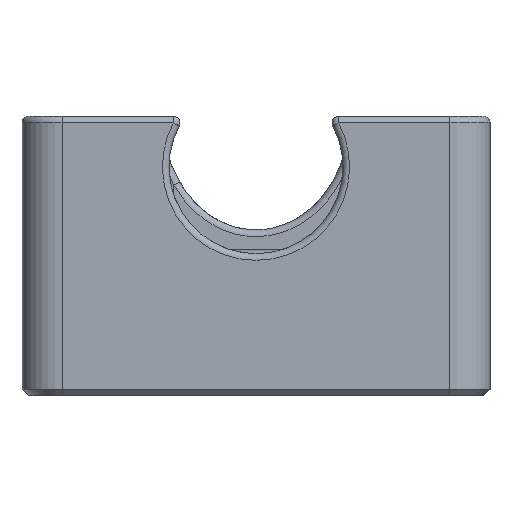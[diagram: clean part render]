
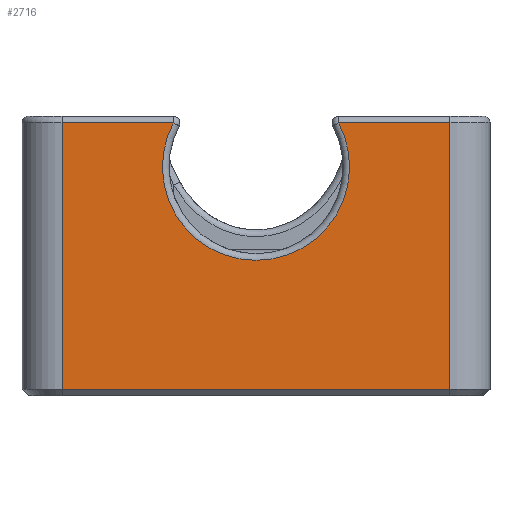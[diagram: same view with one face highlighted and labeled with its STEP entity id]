
A CAD part, left-side view. The second image highlights one B-rep face of the part: STEP entity #2716.
In plain terms, the highlighted planar face has unit normal (-1, 0, 0).
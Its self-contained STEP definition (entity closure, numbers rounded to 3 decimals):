
#1179=CARTESIAN_POINT('',(-60.16,-32.,2.14));
#1180=VERTEX_POINT('',#1179);
#1211=CARTESIAN_POINT('',(-60.16,-3.,2.14));
#1212=VERTEX_POINT('',#1211);
#1228=CARTESIAN_POINT('',(-60.16,-32.,2.14));
#1229=DIRECTION('',(0.0,1.0,0.0));
#1230=VECTOR('',#1229,29.);
#1231=LINE('',#1228,#1230);
#1232=EDGE_CURVE('',#1180,#1212,#1231,.T.);
#2370=CARTESIAN_POINT('',(-60.16,-3.,22.04));
#2371=VERTEX_POINT('',#2370);
#2379=CARTESIAN_POINT('',(-60.16,-11.314,22.04));
#2380=VERTEX_POINT('',#2379);
#2381=CARTESIAN_POINT('',(-60.16,-3.0,22.04));
#2382=DIRECTION('',(0.0,-1.0,0.0));
#2383=VECTOR('',#2382,8.314);
#2384=LINE('',#2381,#2383);
#2385=EDGE_CURVE('',#2371,#2380,#2384,.T.);
#2463=CARTESIAN_POINT('',(-60.16,-23.686,22.04));
#2464=VERTEX_POINT('',#2463);
#2480=CARTESIAN_POINT('',(-60.16,-17.5,18.764));
#2481=DIRECTION('',(-1.0,0.0,0.0));
#2482=DIRECTION('',(0.0,0.0,-1.0));
#2483=AXIS2_PLACEMENT_3D('',#2480,#2481,#2482);
#2484=CIRCLE('',#2483,7.);
#2485=EDGE_CURVE('',#2380,#2464,#2484,.T.);
#2546=CARTESIAN_POINT('',(-60.16,-32.,22.04));
#2547=VERTEX_POINT('',#2546);
#2579=CARTESIAN_POINT('',(-60.16,-23.686,22.04));
#2580=DIRECTION('',(0.0,-1.0,0.0));
#2581=VECTOR('',#2580,8.314);
#2582=LINE('',#2579,#2581);
#2583=EDGE_CURVE('',#2464,#2547,#2582,.T.);
#2687=CARTESIAN_POINT('',(-60.16,-3.,2.14));
#2688=DIRECTION('',(0.0,0.0,1.0));
#2689=VECTOR('',#2688,19.9);
#2690=LINE('',#2687,#2689);
#2691=EDGE_CURVE('',#1212,#2371,#2690,.T.);
#2698=CARTESIAN_POINT('',(-60.16,0.0,2.54));
#2699=DIRECTION('',(-1.0,0.0,0.0));
#2700=DIRECTION('',(0.0,-1.0,0.0));
#2701=AXIS2_PLACEMENT_3D('',#2698,#2699,#2700);
#2702=PLANE('',#2701);
#2703=ORIENTED_EDGE('',*,*,#1232,.F.);
#2704=CARTESIAN_POINT('',(-60.16,-32.,22.04));
#2705=DIRECTION('',(0.0,0.0,-1.0));
#2706=VECTOR('',#2705,19.9);
#2707=LINE('',#2704,#2706);
#2708=EDGE_CURVE('',#2547,#1180,#2707,.T.);
#2709=ORIENTED_EDGE('',*,*,#2708,.F.);
#2710=ORIENTED_EDGE('',*,*,#2583,.F.);
#2711=ORIENTED_EDGE('',*,*,#2485,.F.);
#2712=ORIENTED_EDGE('',*,*,#2385,.F.);
#2713=ORIENTED_EDGE('',*,*,#2691,.F.);
#2714=EDGE_LOOP('',(#2703,#2709,#2710,#2711,#2712,#2713));
#2715=FACE_OUTER_BOUND('',#2714,.T.);
#2716=ADVANCED_FACE('',(#2715),#2702,.T.);
